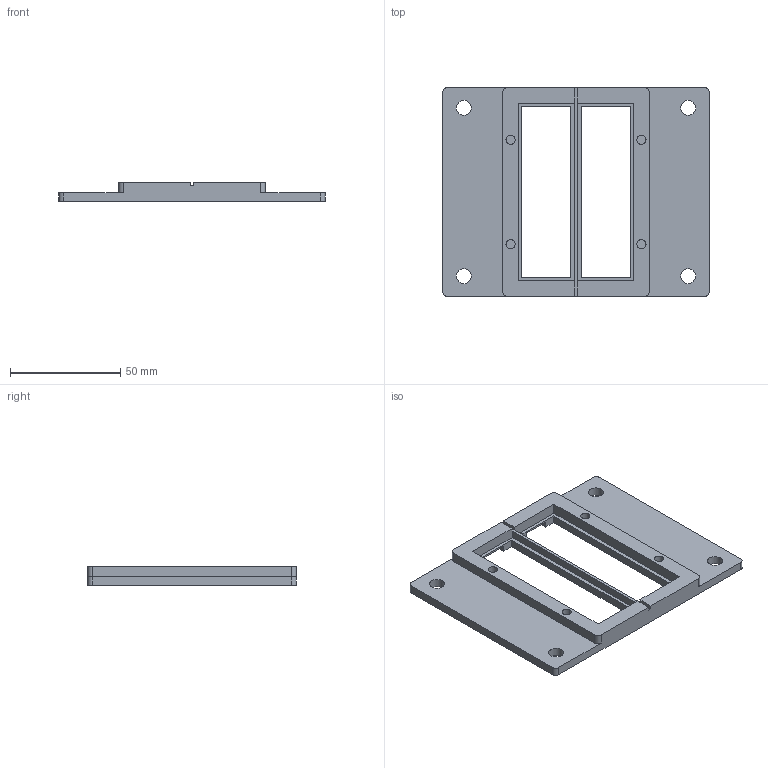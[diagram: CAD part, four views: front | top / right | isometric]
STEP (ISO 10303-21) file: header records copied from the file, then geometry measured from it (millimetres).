
FILE_DESCRIPTION(('FreeCAD Model'),'2;1');
FILE_NAME('Open CASCADE Shape Model','2025-07-15T15:08:06',(''),(''), 'Open CASCADE STEP processor 7.8','FreeCAD','Unknown');
FILE_SCHEMA(('AUTOMOTIVE_DESIGN { 1 0 10303 214 1 1 1 1 }'));
Length unit declared in the file: millimetre
Products named in the file (1): CableCutoutMirrored
Bounding box: 120.47 x 94.4 x 8.6 mm (x, y, z)
Volume: 39648.1 mm3; surface area: 22737.8 mm2
Topology: 1 solids, 1 shells, 60 faces, 164 edges, 108 vertices
Faces by surface type: plane 44, cylinder 16
Full cylindrical faces by diameter (mm): 4.191 x4, 6.756 x4
Entity records: 1934 total; most frequent: CARTESIAN_POINT 333, ORIENTED_EDGE 328, DIRECTION 318, EDGE_CURVE 164, LINE 132, VECTOR 132, VERTEX_POINT 108, AXIS2_PLACEMENT_3D 93
